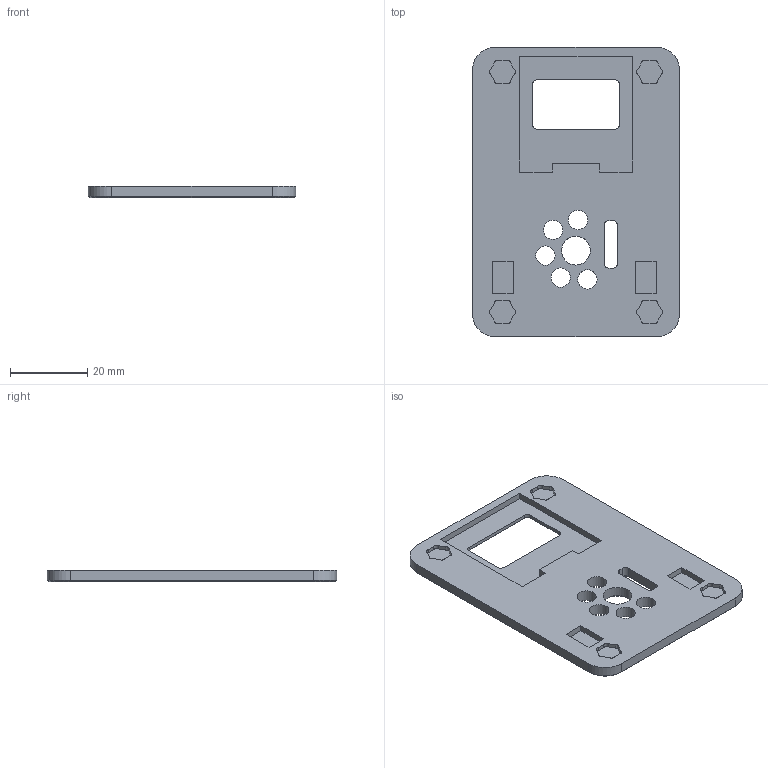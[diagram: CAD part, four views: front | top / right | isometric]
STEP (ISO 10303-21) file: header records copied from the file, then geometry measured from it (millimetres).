
FILE_DESCRIPTION(/* description */ (''),/* implementation_level */ '2;1');
FILE_NAME(/* name */ 'Pithy Screen Faceplate.step',/* time_stamp */ '2021-02-01T21:03:10+00:00',/* author */ (''),/* organization */ (''),/* preprocessor_version */ 'ST-DEVELOPER v18.1',/* originating_system */ 'Autodesk Translation Framework v9.7.0.1280',/* authorisation */ '');
FILE_SCHEMA (('AUTOMOTIVE_DESIGN { 1 0 10303 214 3 1 1 }'));
Length unit declared in the file: millimetre
Products named in the file (1): Pithy Screen Faceplate
Bounding box: 53.72 x 75.05 x 3 mm (x, y, z)
Volume: 9339.8 mm3; surface area: 8580.1 mm2
Topology: 1 solids, 1 shells, 128 faces, 332 edges, 213 vertices
Faces by surface type: plane 73, cylinder 42, cone 13
Full cylindrical faces by diameter (mm): 5 x5, 7.45 x1
Entity records: 3965 total; most frequent: DIRECTION 687, CARTESIAN_POINT 674, ORIENTED_EDGE 664, EDGE_CURVE 332, LINE 235, VECTOR 235, AXIS2_PLACEMENT_3D 226, VERTEX_POINT 213
